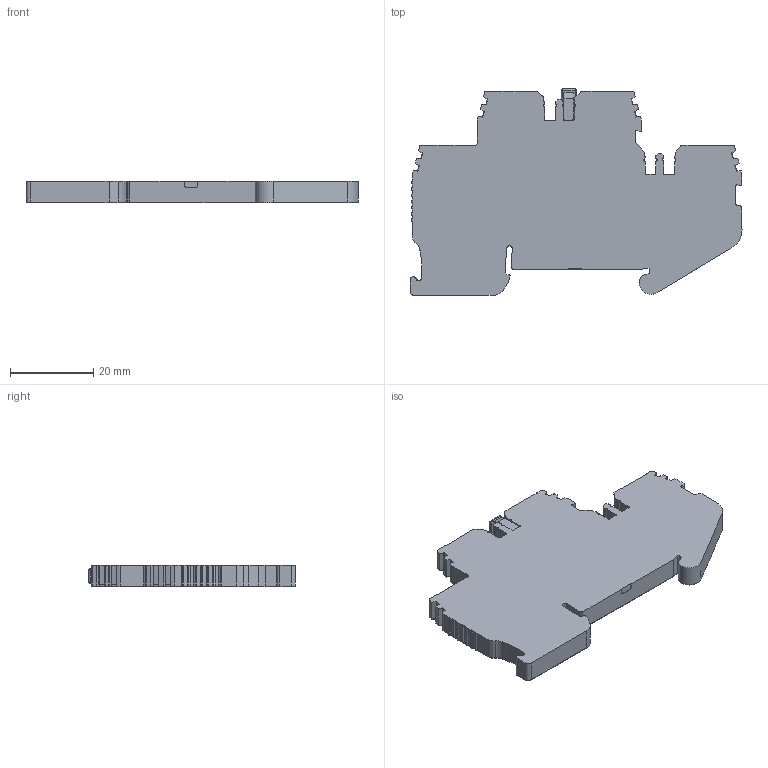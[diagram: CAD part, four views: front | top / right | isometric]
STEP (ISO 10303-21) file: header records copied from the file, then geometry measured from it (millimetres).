
FILE_DESCRIPTION (( 'STEP AP214' ), '1' );
FILE_NAME ('310179_CTP 2.5_2FK_Grey.STP', '2017-10-03T12:56:26', ( '' ), ( '' ), 'SwSTEP 2.0', 'SolidWorks 2017', '' );
FILE_SCHEMA (( 'AUTOMOTIVE_DESIGN' ));
Length unit declared in the file: millimetre
Products named in the file (1): 310179_CTP 2.5_2FK_Grey
Bounding box: 79.79 x 49.68 x 5.15 mm (x, y, z)
Volume: 14785.7 mm3; surface area: 7575.4 mm2
Topology: 1 solids, 2 shells, 882 faces, 2592 edges, 1717 vertices
Faces by surface type: plane 514, cylinder 364, bspline 4
Entity records: 30872 total; most frequent: CARTESIAN_POINT 6527, ORIENTED_EDGE 5176, DIRECTION 4621, EDGE_CURVE 2588, LINE 1741, VECTOR 1741, VERTEX_POINT 1717, AXIS2_PLACEMENT_3D 1440
